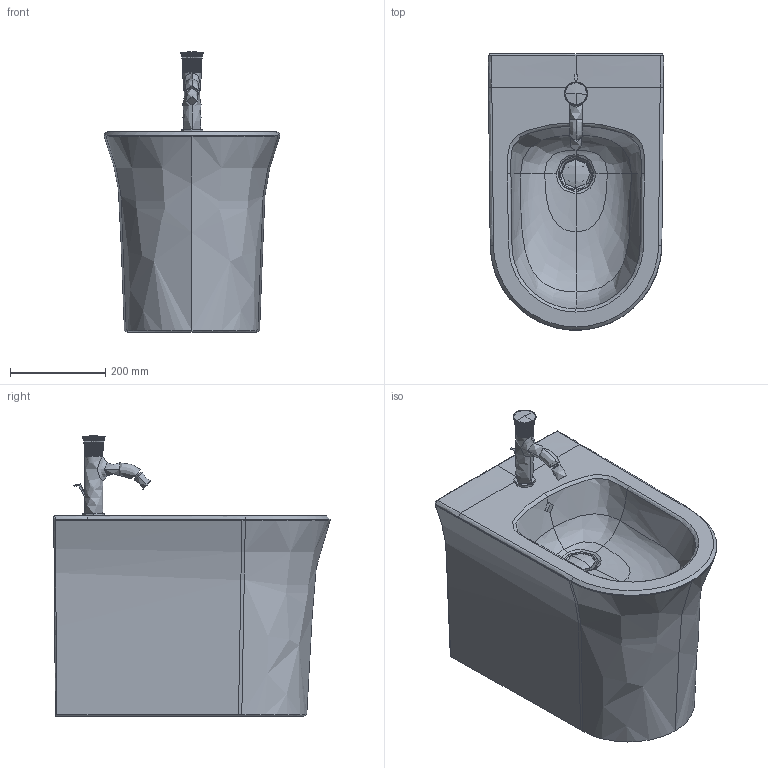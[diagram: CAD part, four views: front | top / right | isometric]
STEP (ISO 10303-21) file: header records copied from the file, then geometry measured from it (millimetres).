
FILE_DESCRIPTION(/* description */ (''),/* implementation_level */ '2;1');
FILE_NAME(/* name */ '229310',/* time_stamp */ '2021-06-21T15:44:05+02:00',/* author */ (''),/* organization */ (''),/* preprocessor_version */ 'ST-DEVELOPER v15',/* originating_system */ '',/* authorisation */ '');
FILE_SCHEMA (('AUTOMOTIVE_DESIGN'));
Products named in the file (1): Document
Bounding box: 368.45 x 579.98 x 588.32 mm (x, y, z)
Volume: 27099284.6 mm3; surface area: 1526464.9 mm2
Topology: 5 solids, 7 shells, 1885 faces, 4442 edges, 2561 vertices
Faces by surface type: bspline 1826, plane 59
Entity records: 121992 total; most frequent: CARTESIAN_POINT 96742, ORIENTED_EDGE 8843, EDGE_CURVE 4425, B_SPLINE_CURVE_WITH_KNOTS 3328, VERTEX_POINT 2561, EDGE_LOOP 1902, ADVANCED_FACE 1885, FACE_OUTER_BOUND 1885
